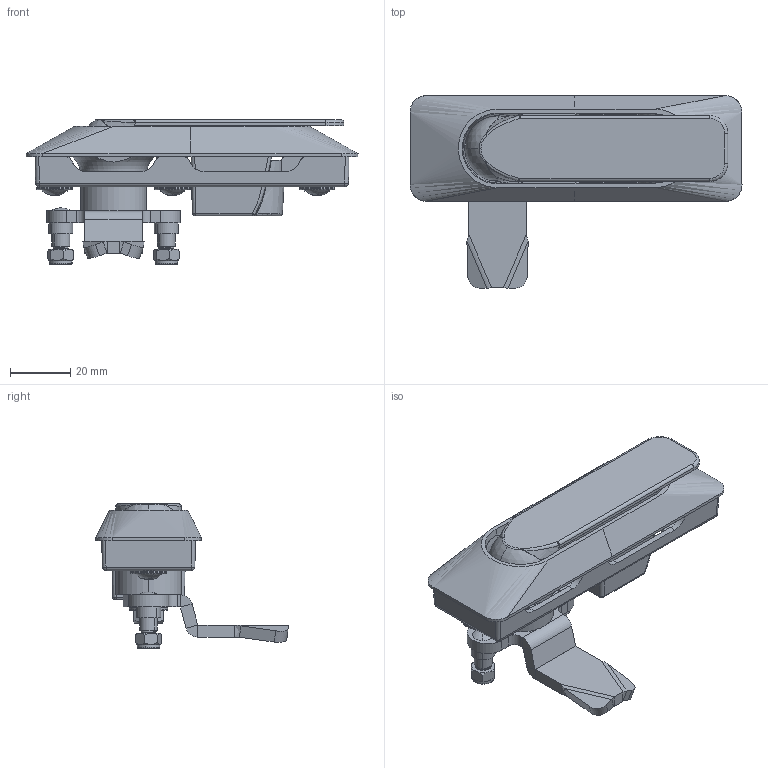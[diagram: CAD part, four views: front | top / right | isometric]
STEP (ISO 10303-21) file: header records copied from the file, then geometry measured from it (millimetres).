
FILE_DESCRIPTION (( 'STEP AP203' ), '1' );
FILE_NAME ('KI07.00.1216.STEP', '2021-09-17T09:12:03', ( '' ), ( '' ), 'SwSTEP 2.0', 'SolidWorks 2021', '' );
FILE_SCHEMA (( 'CONFIG_CONTROL_DESIGN' ));
Length unit declared in the file: millimetre
Products named in the file (1): KI07.00.1216
Bounding box: 110 x 63.78 x 47.92 mm (x, y, z)
Surface area: 26811.4 mm2 (no closed solid volume)
Topology: 0 solids, 22 shells, 478 faces, 1525 edges, 1059 vertices
Faces by surface type: plane 168, cylinder 154, bspline 63, torus 51, cone 28, sphere 14
Entity records: 25430 total; most frequent: CARTESIAN_POINT 13333, ORIENTED_EDGE 2503, DIRECTION 2242, EDGE_CURVE 1522, VERTEX_POINT 1057, AXIS2_PLACEMENT_3D 847, VECTOR 548, LINE 548
